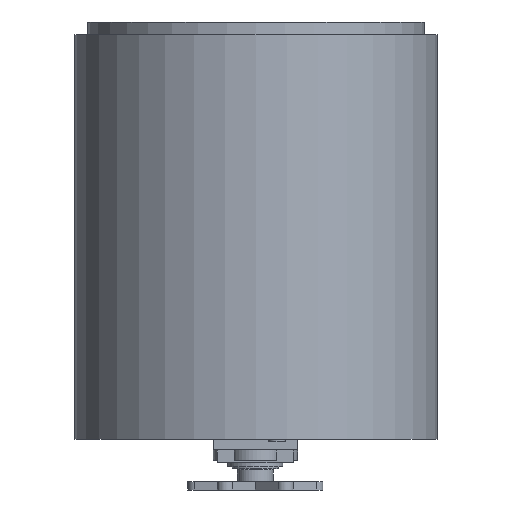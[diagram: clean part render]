
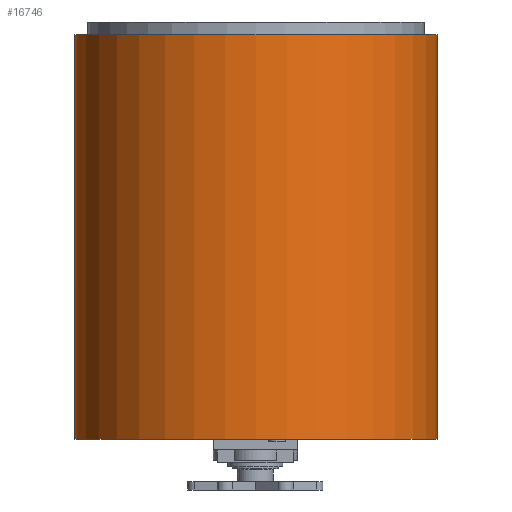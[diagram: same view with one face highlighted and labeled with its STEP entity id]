
A CAD part, left-side view. The second image highlights one B-rep face of the part: STEP entity #16746.
In plain terms, the highlighted cylindrical face has radius 43 mm (diameter 86 mm), a full revolution.
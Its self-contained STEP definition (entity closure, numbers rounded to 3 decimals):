
#479=ELLIPSE('',#17864,60.811,43.);
#480=ELLIPSE('',#17866,60.811,43.);
#481=ELLIPSE('',#17867,60.811,43.);
#1708=CYLINDRICAL_SURFACE('',#17872,43.);
#1851=FACE_OUTER_BOUND('',#2830,.T.);
#2830=EDGE_LOOP('',(#11851,#11852,#11853,#11854,#11855,#11856,#11857,#11858,
#11859,#11860));
#3886=LINE('',#22730,#5541);
#3887=LINE('',#22732,#5542);
#3888=LINE('',#22737,#5543);
#5541=VECTOR('',#19020,10.);
#5542=VECTOR('',#19023,10.);
#5543=VECTOR('',#19030,43.);
#7209=CIRCLE('',#17860,43.);
#7214=CIRCLE('',#17873,43.);
#7215=CIRCLE('',#17874,43.);
#7510=VERTEX_POINT('',#22710);
#7512=VERTEX_POINT('',#22716);
#7513=VERTEX_POINT('',#22717);
#7514=VERTEX_POINT('',#22719);
#7515=VERTEX_POINT('',#22721);
#7516=VERTEX_POINT('',#22723);
#7518=VERTEX_POINT('',#22734);
#9216=EDGE_CURVE('',#7510,#7510,#7209,.T.);
#9218=EDGE_CURVE('',#7512,#7513,#479,.T.);
#9220=EDGE_CURVE('',#7515,#7514,#480,.T.);
#9221=EDGE_CURVE('',#7516,#7515,#481,.T.);
#9225=EDGE_CURVE('',#7514,#7512,#3886,.F.);
#9226=EDGE_CURVE('',#7513,#7516,#3887,.F.);
#9227=EDGE_CURVE('',#7515,#7518,#7214,.T.);
#9228=EDGE_CURVE('',#7518,#7515,#7215,.T.);
#9229=EDGE_CURVE('',#7518,#7510,#3888,.T.);
#11851=ORIENTED_EDGE('',*,*,#9227,.F.);
#11852=ORIENTED_EDGE('',*,*,#9220,.T.);
#11853=ORIENTED_EDGE('',*,*,#9225,.T.);
#11854=ORIENTED_EDGE('',*,*,#9218,.T.);
#11855=ORIENTED_EDGE('',*,*,#9226,.T.);
#11856=ORIENTED_EDGE('',*,*,#9221,.T.);
#11857=ORIENTED_EDGE('',*,*,#9228,.F.);
#11858=ORIENTED_EDGE('',*,*,#9229,.T.);
#11859=ORIENTED_EDGE('',*,*,#9216,.F.);
#11860=ORIENTED_EDGE('',*,*,#9229,.F.);
#16746=ADVANCED_FACE('',(#1851),#1708,.T.);
#17860=AXIS2_PLACEMENT_3D('',#22711,#18997,#18998);
#17864=AXIS2_PLACEMENT_3D('',#22718,#19005,#19006);
#17866=AXIS2_PLACEMENT_3D('',#22722,#19009,#19010);
#17867=AXIS2_PLACEMENT_3D('',#22724,#19011,#19012);
#17872=AXIS2_PLACEMENT_3D('',#22733,#19024,#19025);
#17873=AXIS2_PLACEMENT_3D('',#22735,#19026,#19027);
#17874=AXIS2_PLACEMENT_3D('',#22736,#19028,#19029);
#18997=DIRECTION('center_axis',(0.,0.,-1.));
#18998=DIRECTION('ref_axis',(1.,0.,0.));
#19005=DIRECTION('center_axis',(-0.707,0.,-0.707));
#19006=DIRECTION('ref_axis',(0.707,0.,-0.707));
#19009=DIRECTION('center_axis',(-0.707,0.,0.707));
#19010=DIRECTION('ref_axis',(-0.707,0.,-0.707));
#19011=DIRECTION('center_axis',(-0.707,0.,0.707));
#19012=DIRECTION('ref_axis',(-0.707,0.,-0.707));
#19020=DIRECTION('',(0.,0.,1.));
#19023=DIRECTION('',(0.,0.,-1.));
#19024=DIRECTION('center_axis',(0.,0.,1.));
#19025=DIRECTION('ref_axis',(1.,0.,0.));
#19026=DIRECTION('center_axis',(0.,0.,1.));
#19027=DIRECTION('ref_axis',(1.,0.,0.));
#19028=DIRECTION('center_axis',(0.,0.,1.));
#19029=DIRECTION('ref_axis',(1.,0.,0.));
#19030=DIRECTION('',(0.,0.,-1.));
#22710=CARTESIAN_POINT('',(-43.,0.,-10.));
#22711=CARTESIAN_POINT('Origin',(0.,0.,-10.));
#22716=CARTESIAN_POINT('',(1.,42.988,42.));
#22717=CARTESIAN_POINT('',(1.,-42.988,42.));
#22718=CARTESIAN_POINT('Origin',(0.,0.,43.));
#22719=CARTESIAN_POINT('',(1.,42.988,44.));
#22721=CARTESIAN_POINT('',(43.,0.,86.));
#22722=CARTESIAN_POINT('Origin',(0.,0.,43.));
#22723=CARTESIAN_POINT('',(1.,-42.988,44.));
#22724=CARTESIAN_POINT('Origin',(0.,0.,43.));
#22730=CARTESIAN_POINT('',(1.,42.988,0.));
#22732=CARTESIAN_POINT('',(1.,-42.988,0.));
#22733=CARTESIAN_POINT('Origin',(0.,0.,0.));
#22734=CARTESIAN_POINT('',(-43.,0.,86.));
#22735=CARTESIAN_POINT('Origin',(0.,0.,86.));
#22736=CARTESIAN_POINT('Origin',(0.,0.,86.));
#22737=CARTESIAN_POINT('',(-43.,0.,0.));
